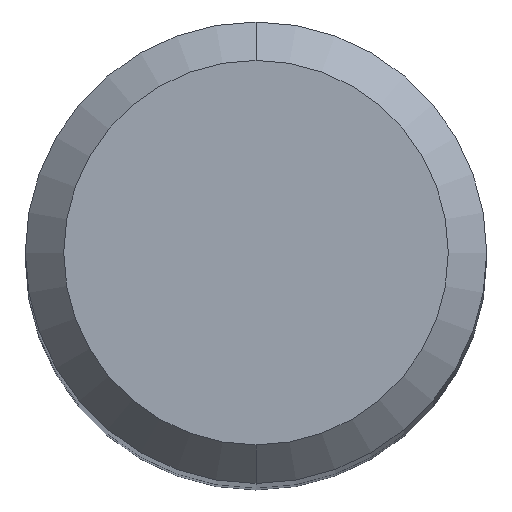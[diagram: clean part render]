
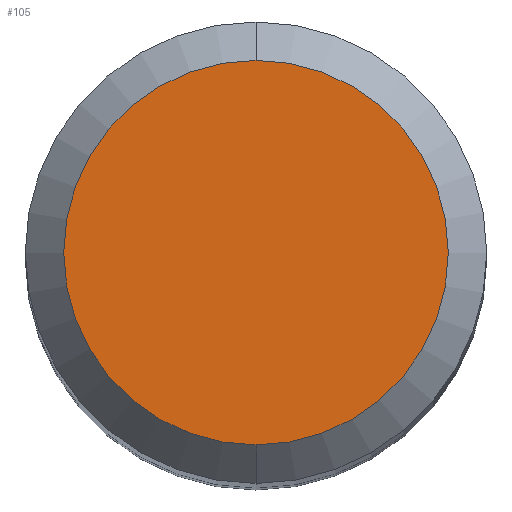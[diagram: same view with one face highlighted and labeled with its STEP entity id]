
A CAD part, top view. The second image highlights one B-rep face of the part: STEP entity #105.
In plain terms, the highlighted planar face has unit normal (0, 0, 1).
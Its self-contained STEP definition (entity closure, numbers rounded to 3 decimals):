
#7 = DIRECTION ( 'NONE',  ( 0., 0., -1. ) ) ;
#16 = EDGE_CURVE ( 'NONE', #46, #108, #149, .T. ) ;
#19 = DIRECTION ( 'NONE',  ( 0., 1., 0. ) ) ;
#37 = EDGE_CURVE ( 'NONE', #108, #46, #290, .T. ) ;
#39 = DIRECTION ( 'NONE',  ( 0., 0., -1. ) ) ;
#46 = VERTEX_POINT ( 'NONE', #218 ) ;
#55 = AXIS2_PLACEMENT_3D ( 'NONE', #233, #7, #179 ) ;
#105 = ADVANCED_FACE ( 'NONE', ( #265 ), #156, .F. ) ;
#108 = VERTEX_POINT ( 'NONE', #298 ) ;
#141 = AXIS2_PLACEMENT_3D ( 'NONE', #282, #39, #314 ) ;
#149 = CIRCLE ( 'NONE', #203, 5. ) ;
#156 = PLANE ( 'NONE',  #55 ) ;
#165 = DIRECTION ( 'NONE',  ( 0., 0., -1. ) ) ;
#179 = DIRECTION ( 'NONE',  ( 0., 1., 0. ) ) ;
#180 = ORIENTED_EDGE ( 'NONE', *, *, #37, .F. ) ;
#203 = AXIS2_PLACEMENT_3D ( 'NONE', #250, #165, #19 ) ;
#218 = CARTESIAN_POINT ( 'NONE',  ( 0., -5., 102. ) ) ;
#229 = ORIENTED_EDGE ( 'NONE', *, *, #16, .F. ) ;
#233 = CARTESIAN_POINT ( 'NONE',  ( 0., 0., 102. ) ) ;
#250 = CARTESIAN_POINT ( 'NONE',  ( 0., 0., 102. ) ) ;
#265 = FACE_OUTER_BOUND ( 'NONE', #296, .T. ) ;
#282 = CARTESIAN_POINT ( 'NONE',  ( 0., 0., 102. ) ) ;
#290 = CIRCLE ( 'NONE', #141, 5. ) ;
#296 = EDGE_LOOP ( 'NONE', ( #180, #229 ) ) ;
#298 = CARTESIAN_POINT ( 'NONE',  ( 0., 5., 102. ) ) ;
#314 = DIRECTION ( 'NONE',  ( 0., 1., 0. ) ) ;
